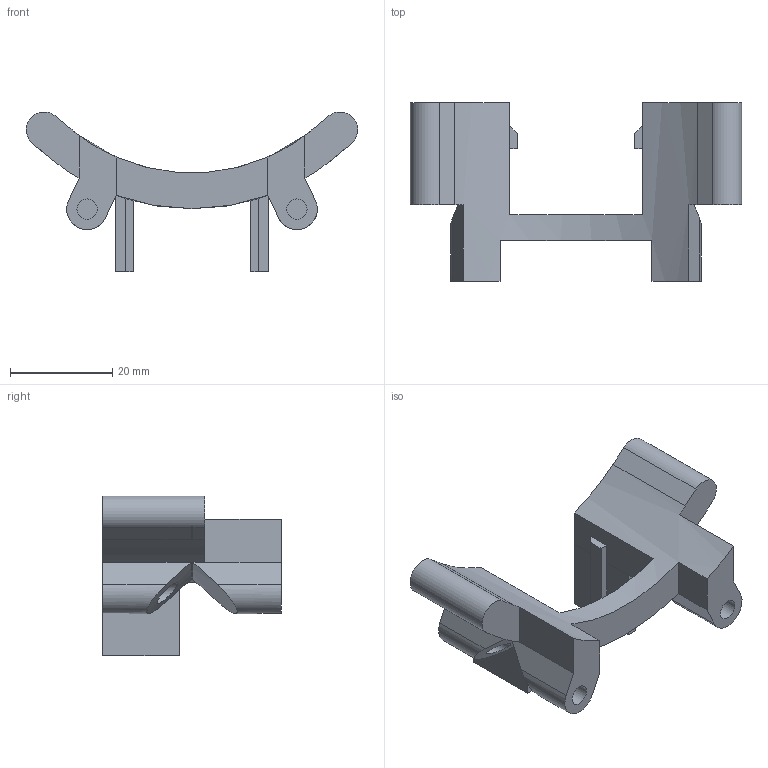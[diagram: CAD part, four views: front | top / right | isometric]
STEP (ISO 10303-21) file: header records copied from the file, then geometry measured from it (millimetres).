
FILE_DESCRIPTION(/* description */ (''),/* implementation_level */ '2;1');
FILE_NAME(/* name */ 'kicker_base_v1.stp',/* time_stamp */ '2024-02-02T19:51:34+03:00',/* author */ ('4s'),/* organization */ (''),/* preprocessor_version */ 'ST-DEVELOPER v18',/* originating_system */ 'Autodesk Inventor 2020',/* authorisation */ '');
FILE_SCHEMA (('AUTOMOTIVE_DESIGN { 1 0 10303 214 3 1 1 }'));
Length unit declared in the file: millimetre
Products named in the file (1): kicker_base_v1
Bounding box: 64.95 x 35 x 31.35 mm (x, y, z)
Volume: 12896.2 mm3; surface area: 7036.6 mm2
Topology: 1 solids, 1 shells, 72 faces, 204 edges, 136 vertices
Faces by surface type: plane 54, cylinder 12, bspline 6
Full cylindrical faces by diameter (mm): 4 x4
Entity records: 2585 total; most frequent: CARTESIAN_POINT 673, ORIENTED_EDGE 408, DIRECTION 368, EDGE_CURVE 204, LINE 138, VECTOR 138, VERTEX_POINT 136, AXIS2_PLACEMENT_3D 115
